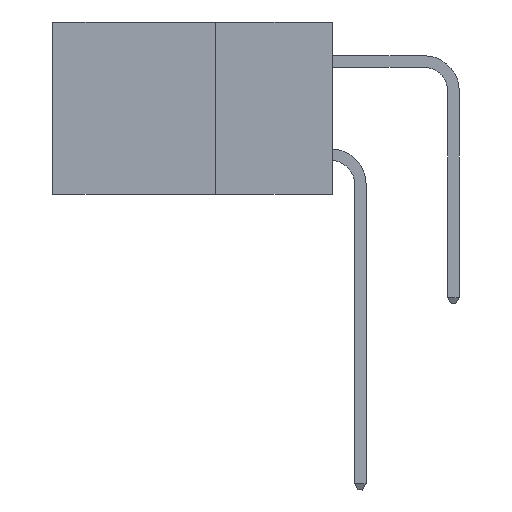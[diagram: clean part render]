
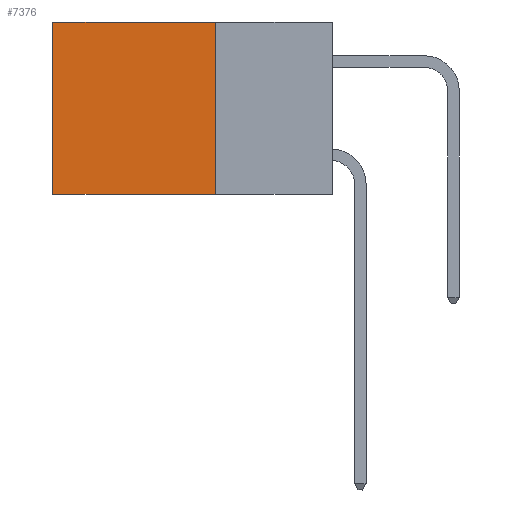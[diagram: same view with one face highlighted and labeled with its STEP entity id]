
A CAD part, left-side view. The second image highlights one B-rep face of the part: STEP entity #7376.
In plain terms, the highlighted planar face has unit normal (-1, 0, 0).
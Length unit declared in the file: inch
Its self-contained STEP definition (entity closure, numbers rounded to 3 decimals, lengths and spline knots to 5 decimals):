
#505 = AXIS2_PLACEMENT_3D ( 'NONE', #1614, #7858, #5198 ) ;
#608 = CARTESIAN_POINT ( 'NONE',  ( 0.2615, 0.25, -0.37 ) ) ;
#720 = VERTEX_POINT ( 'NONE', #4130 ) ;
#735 = ORIENTED_EDGE ( 'NONE', *, *, #8647, .F. ) ;
#842 = VERTEX_POINT ( 'NONE', #1512 ) ;
#898 = ORIENTED_EDGE ( 'NONE', *, *, #9967, .F. ) ;
#1512 = CARTESIAN_POINT ( 'NONE',  ( 0.2615, 0.25, 0. ) ) ;
#1614 = CARTESIAN_POINT ( 'NONE',  ( 0.2615, 0.25, -0.37 ) ) ;
#2672 = ORIENTED_EDGE ( 'NONE', *, *, #3156, .T. ) ;
#2714 = VECTOR ( 'NONE', #5098, 39.37008 ) ;
#3074 = ORIENTED_EDGE ( 'NONE', *, *, #10656, .T. ) ;
#3150 = CARTESIAN_POINT ( 'NONE',  ( 0.2615, 0.6, -0.37 ) ) ;
#3156 = EDGE_CURVE ( 'NONE', #842, #4158, #11081, .T. ) ;
#3557 = VECTOR ( 'NONE', #8493, 39.37008 ) ;
#4130 = CARTESIAN_POINT ( 'NONE',  ( 0.2615, 0.25, -0.37 ) ) ;
#4158 = VERTEX_POINT ( 'NONE', #10323 ) ;
#4516 = VECTOR ( 'NONE', #7304, 39.37008 ) ;
#5098 = DIRECTION ( 'NONE',  ( 0., 1., 0. ) ) ;
#5198 = DIRECTION ( 'NONE',  ( 0., 0., -1. ) ) ;
#5259 = FACE_OUTER_BOUND ( 'NONE', #7021, .T. ) ;
#6021 = PLANE ( 'NONE',  #505 ) ;
#6897 = CARTESIAN_POINT ( 'NONE',  ( 0.2615, 0.25, -0.37 ) ) ;
#7021 = EDGE_LOOP ( 'NONE', ( #3074, #898, #735, #2672 ) ) ;
#7304 = DIRECTION ( 'NONE',  ( 0., 0., -1. ) ) ;
#7376 = ADVANCED_FACE ( 'NONE', ( #5259 ), #6021, .F. ) ;
#7643 = LINE ( 'NONE', #608, #11511 ) ;
#7858 = DIRECTION ( 'NONE',  ( 1., 0., 0. ) ) ;
#8111 = CARTESIAN_POINT ( 'NONE',  ( 0.2615, 0.6, -0.37 ) ) ;
#8169 = LINE ( 'NONE', #8111, #4516 ) ;
#8225 = VERTEX_POINT ( 'NONE', #3150 ) ;
#8444 = CARTESIAN_POINT ( 'NONE',  ( 0.2615, 0.25, 0. ) ) ;
#8493 = DIRECTION ( 'NONE',  ( 0., 0., -1. ) ) ;
#8647 = EDGE_CURVE ( 'NONE', #842, #720, #11201, .T. ) ;
#9508 = DIRECTION ( 'NONE',  ( 0., 1., 0. ) ) ;
#9967 = EDGE_CURVE ( 'NONE', #720, #8225, #7643, .T. ) ;
#10323 = CARTESIAN_POINT ( 'NONE',  ( 0.2615, 0.6, 0. ) ) ;
#10656 = EDGE_CURVE ( 'NONE', #4158, #8225, #8169, .T. ) ;
#11081 = LINE ( 'NONE', #8444, #2714 ) ;
#11201 = LINE ( 'NONE', #6897, #3557 ) ;
#11511 = VECTOR ( 'NONE', #9508, 39.37008 ) ;
